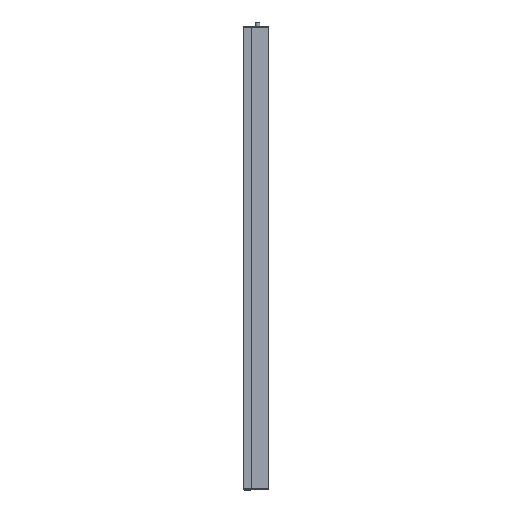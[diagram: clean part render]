
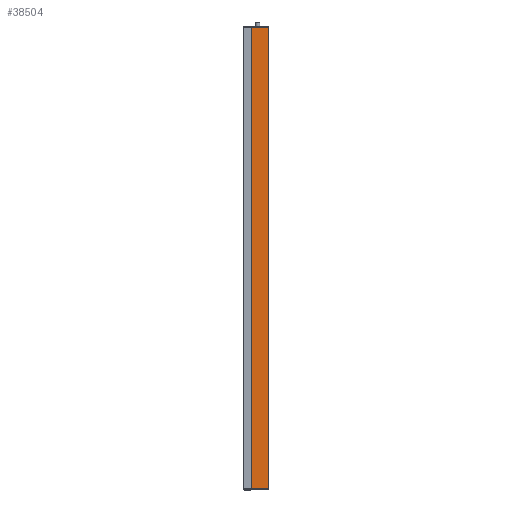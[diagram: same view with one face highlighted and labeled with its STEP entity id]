
A CAD part, left-side view. The second image highlights one B-rep face of the part: STEP entity #38504.
In plain terms, the highlighted planar face has unit normal (-1, 0, 0).
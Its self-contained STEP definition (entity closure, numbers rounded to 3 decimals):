
#1808 = DIRECTION ( 'NONE',  ( 0., -1., 0. ) ) ;
#7265 = VERTEX_POINT ( 'NONE', #8016 ) ;
#7998 = LINE ( 'NONE', #29592, #37685 ) ;
#8016 = CARTESIAN_POINT ( 'NONE',  ( -9.75, 30.925, 417. ) ) ;
#9651 = VERTEX_POINT ( 'NONE', #36754 ) ;
#10402 = ORIENTED_EDGE ( 'NONE', *, *, #46041, .T. ) ;
#11193 = VERTEX_POINT ( 'NONE', #19233 ) ;
#11257 = ORIENTED_EDGE ( 'NONE', *, *, #28418, .F. ) ;
#12346 = CARTESIAN_POINT ( 'NONE',  ( -9.75, 0.3, 417. ) ) ;
#14225 = LINE ( 'NONE', #40892, #20981 ) ;
#16729 = CARTESIAN_POINT ( 'NONE',  ( -9.75, 0., 417. ) ) ;
#18568 = CARTESIAN_POINT ( 'NONE',  ( -9.75, 0.3, 417. ) ) ;
#19233 = CARTESIAN_POINT ( 'NONE',  ( -9.75, 30.925, -417. ) ) ;
#20495 = DIRECTION ( 'NONE',  ( 0., -1., 0. ) ) ;
#20800 = ORIENTED_EDGE ( 'NONE', *, *, #48047, .T. ) ;
#20981 = VECTOR ( 'NONE', #49135, 1000. ) ;
#21964 = AXIS2_PLACEMENT_3D ( 'NONE', #16729, #43690, #51927 ) ;
#28418 = EDGE_CURVE ( 'NONE', #7265, #46589, #36723, .T. ) ;
#29592 = CARTESIAN_POINT ( 'NONE',  ( -9.75, 0., -417. ) ) ;
#30222 = DIRECTION ( 'NONE',  ( 0., 0., 1. ) ) ;
#33450 = VECTOR ( 'NONE', #30222, 1000. ) ;
#36723 = LINE ( 'NONE', #40697, #51084 ) ;
#36754 = CARTESIAN_POINT ( 'NONE',  ( -9.75, 0.3, -417. ) ) ;
#37685 = VECTOR ( 'NONE', #20495, 1000. ) ;
#38504 = ADVANCED_FACE ( 'NONE', ( #46840 ), #38865, .F. ) ;
#38865 = PLANE ( 'NONE',  #21964 ) ;
#40697 = CARTESIAN_POINT ( 'NONE',  ( -9.75, 0., 417. ) ) ;
#40892 = CARTESIAN_POINT ( 'NONE',  ( -9.75, 30.925, 417. ) ) ;
#43690 = DIRECTION ( 'NONE',  ( 1., 0., 0. ) ) ;
#46041 = EDGE_CURVE ( 'NONE', #7265, #11193, #14225, .T. ) ;
#46589 = VERTEX_POINT ( 'NONE', #18568 ) ;
#46840 = FACE_OUTER_BOUND ( 'NONE', #51655, .T. ) ;
#48047 = EDGE_CURVE ( 'NONE', #9651, #46589, #55508, .T. ) ;
#49135 = DIRECTION ( 'NONE',  ( 0., 0., -1. ) ) ;
#51084 = VECTOR ( 'NONE', #1808, 1000. ) ;
#51655 = EDGE_LOOP ( 'NONE', ( #52750, #20800, #11257, #10402 ) ) ;
#51927 = DIRECTION ( 'NONE',  ( 0., 1., 0. ) ) ;
#52750 = ORIENTED_EDGE ( 'NONE', *, *, #54247, .T. ) ;
#54247 = EDGE_CURVE ( 'NONE', #11193, #9651, #7998, .T. ) ;
#55508 = LINE ( 'NONE', #12346, #33450 ) ;
